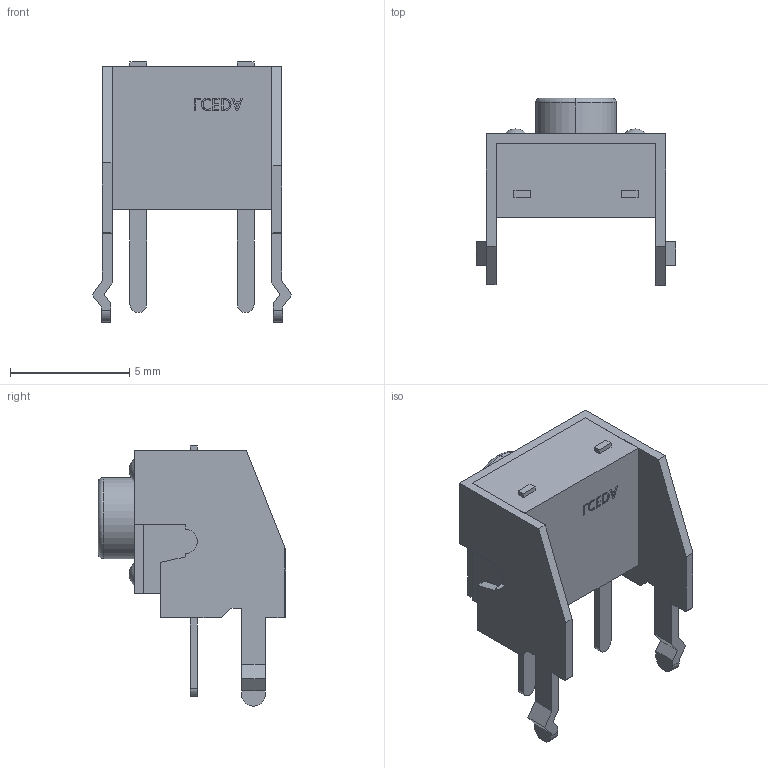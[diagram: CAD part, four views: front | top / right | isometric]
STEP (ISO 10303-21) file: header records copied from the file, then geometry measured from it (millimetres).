
FILE_DESCRIPTION (( 'STEP AP214' ), '1' );
FILE_NAME ('SW-TH_4P-L7.5-W5.0-P4.50.step', '2022-07-26T16:19:41', ( '' ), ( '' ), 'SwSTEP 2.0', 'SolidWorks 2020', '' );
FILE_SCHEMA (( 'AUTOMOTIVE_DESIGN' ));
Length unit declared in the file: millimetre
Products named in the file (1): SW-TH_4P-L7.5-W5.0-P4.50
Bounding box: 8.35 x 7.85 x 10.9 mm (x, y, z)
Volume: 186.4 mm3; surface area: 454.5 mm2
Topology: 29 solids, 29 shells, 470 faces, 1231 edges, 820 vertices
Faces by surface type: plane 306, bspline 126, cylinder 32, sphere 4, torus 2
Entity records: 20851 total; most frequent: CARTESIAN_POINT 5404, ORIENTED_EDGE 2438, DIRECTION 1721, EDGE_CURVE 1219, VECTOR 895, LINE 895, VERTEX_POINT 812, EDGE_LOOP 505
